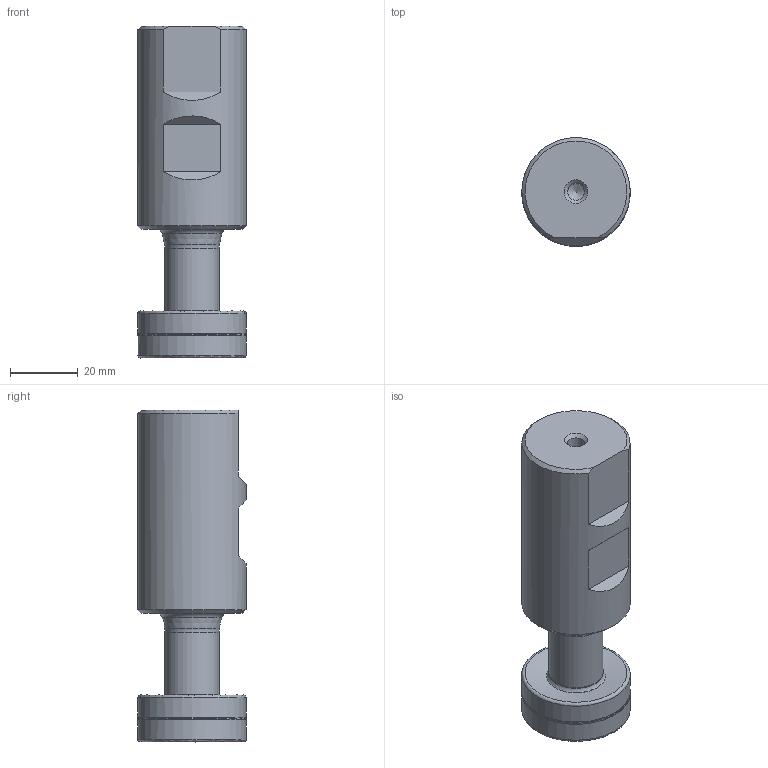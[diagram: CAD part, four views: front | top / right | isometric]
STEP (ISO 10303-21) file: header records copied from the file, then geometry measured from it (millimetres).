
FILE_DESCRIPTION(/* description */ (''),/* implementation_level */ '2;1');
FILE_NAME(/* name */ '32F1R038B32-SCC08-C_115009700ndi000_00-SIM.stp',/* time_stamp */ '2019-12-17T12:21:32+01:00',/* author */ (''),/* organization */ (''),/* preprocessor_version */ 'ST-DEVELOPER v16.7',/* originating_system */ 'SIEMENS PLM Software NX 12.0',/* authorisation */ '');
FILE_SCHEMA (('AUTOMOTIVE_DESIGN { 1 0 10303 214 3 1 1 1 }'));
Length unit declared in the file: millimetre
Products named in the file (1): hm153548D27Bnb6p
Bounding box: 32.02 x 32.02 x 98.01 mm (x, y, z)
Volume: 66620.7 mm3; surface area: 15527.2 mm2
Topology: 2 solids, 2 shells, 41 faces, 103 edges, 65 vertices
Faces by surface type: revolution 18, plane 8, cone 7, cylinder 4, torus 4
Full cylindrical faces by diameter (mm): 5 x1, 16 x1, 30.6 x1, 32 x1
Entity records: 979 total; most frequent: DIRECTION 172, CARTESIAN_POINT 170, ORIENTED_EDGE 96, EDGE_LOOP 75, FACE_BOUND 69, AXIS2_PLACEMENT_3D 68, EDGE_CURVE 48, VERTEX_POINT 44
